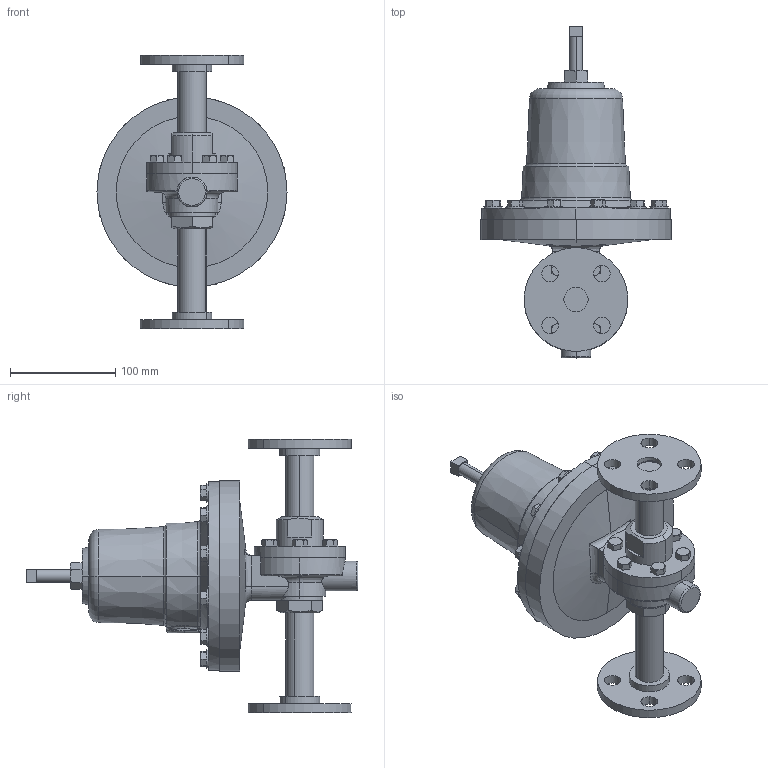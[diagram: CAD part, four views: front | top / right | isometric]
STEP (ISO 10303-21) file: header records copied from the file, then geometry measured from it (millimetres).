
FILE_DESCRIPTION (( 'STEP AP203' ), '1' );
FILE_NAME ('54-075-BR+DI-F5.step', '2017-10-03T11:03:19', ( '' ), ( '' ), 'SwSTEP 2.0', 'SolidWorks 2014', '' );
FILE_SCHEMA (( 'CONFIG_CONTROL_DESIGN' ));
Length unit declared in the file: inch
Products named in the file (1): 54-075-BR+DI-F5
Bounding box: 180.85 x 315.72 x 260.35 mm (x, y, z)
Volume: 2207016.6 mm3; surface area: 183557.4 mm2
Topology: 1 solids, 1 shells, 478 faces, 1128 edges, 689 vertices
Faces by surface type: plane 215, cone 139, cylinder 87, torus 18, bspline 17, sphere 2
Entity records: 15869 total; most frequent: CARTESIAN_POINT 5120, ORIENTED_EDGE 2256, DIRECTION 2178, EDGE_CURVE 1128, AXIS2_PLACEMENT_3D 892, VERTEX_POINT 689, EDGE_LOOP 531, ADVANCED_FACE 478
